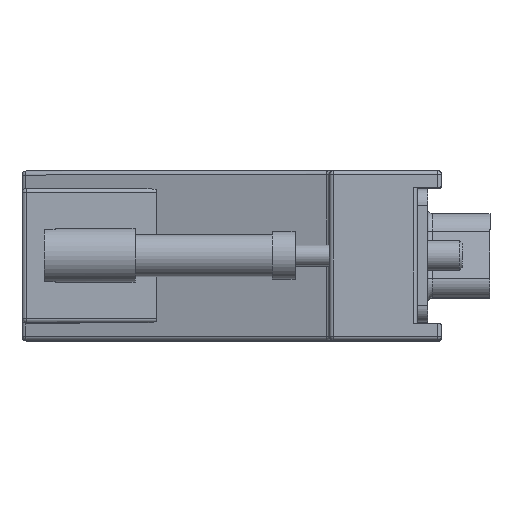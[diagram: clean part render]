
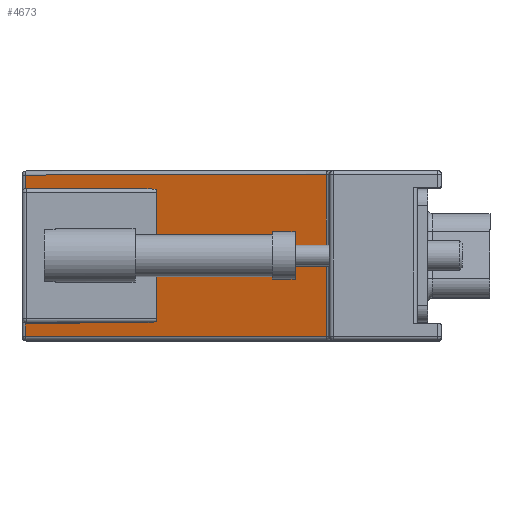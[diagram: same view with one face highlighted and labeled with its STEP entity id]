
A CAD part, top view. The second image highlights one B-rep face of the part: STEP entity #4673.
In plain terms, the highlighted planar face has unit normal (-0.255, 0, 0.967).
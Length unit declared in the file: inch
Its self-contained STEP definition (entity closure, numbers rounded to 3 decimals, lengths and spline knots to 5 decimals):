
#4654 = VERTEX_POINT ( 'NONE', #17921 ) ;
#4655 = ORIENTED_EDGE ( 'NONE', *, *, #4656, .T. ) ;
#4656 = EDGE_CURVE ( 'NONE', #4654, #4657, #17916, .T. ) ;
#4657 = VERTEX_POINT ( 'NONE', #17910 ) ;
#4658 = ORIENTED_EDGE ( 'NONE', *, *, #4659, .T. ) ;
#4659 = EDGE_CURVE ( 'NONE', #4657, #4660, #17905, .T. ) ;
#4660 = VERTEX_POINT ( 'NONE', #17900 ) ;
#4661 = ORIENTED_EDGE ( 'NONE', *, *, #4662, .T. ) ;
#4662 = EDGE_CURVE ( 'NONE', #4660, #4663, #17895, .T. ) ;
#4663 = VERTEX_POINT ( 'NONE', #18007 ) ;
#4664 = ORIENTED_EDGE ( 'NONE', *, *, #4665, .T. ) ;
#4665 = EDGE_CURVE ( 'NONE', #4663, #4666, #18002, .T. ) ;
#4666 = VERTEX_POINT ( 'NONE', #17997 ) ;
#4667 = ORIENTED_EDGE ( 'NONE', *, *, #4668, .T. ) ;
#4668 = EDGE_CURVE ( 'NONE', #4666, #4728, #17989, .T. ) ;
#4673 = ADVANCED_FACE ( 'NONE', ( #17957 ), #17953, .F. ) ;
#4674 = EDGE_LOOP ( 'NONE', ( #4675, #4679, #4682, #4655, #4658, #4661, #4664, #4667, #4729, #4732, #4735, #4738 ) ) ;
#4675 = ORIENTED_EDGE ( 'NONE', *, *, #4676, .T. ) ;
#4676 = EDGE_CURVE ( 'NONE', #4677, #4678, #18056, .T. ) ;
#4677 = VERTEX_POINT ( 'NONE', #18049 ) ;
#4678 = VERTEX_POINT ( 'NONE', #18047 ) ;
#4679 = ORIENTED_EDGE ( 'NONE', *, *, #4680, .T. ) ;
#4680 = EDGE_CURVE ( 'NONE', #4678, #4681, #18038, .T. ) ;
#4681 = VERTEX_POINT ( 'NONE', #18045 ) ;
#4682 = ORIENTED_EDGE ( 'NONE', *, *, #4683, .T. ) ;
#4683 = EDGE_CURVE ( 'NONE', #4681, #4654, #18044, .T. ) ;
#4728 = VERTEX_POINT ( 'NONE', #18243 ) ;
#4729 = ORIENTED_EDGE ( 'NONE', *, *, #4730, .T. ) ;
#4730 = EDGE_CURVE ( 'NONE', #4728, #4731, #18240, .T. ) ;
#4731 = VERTEX_POINT ( 'NONE', #18233 ) ;
#4732 = ORIENTED_EDGE ( 'NONE', *, *, #4733, .T. ) ;
#4733 = EDGE_CURVE ( 'NONE', #4731, #4734, #18223, .T. ) ;
#4734 = VERTEX_POINT ( 'NONE', #18231 ) ;
#4735 = ORIENTED_EDGE ( 'NONE', *, *, #4736, .F. ) ;
#4736 = EDGE_CURVE ( 'NONE', #4737, #4734, #18229, .T. ) ;
#4737 = VERTEX_POINT ( 'NONE', #18201 ) ;
#4738 = ORIENTED_EDGE ( 'NONE', *, *, #4739, .T. ) ;
#4739 = EDGE_CURVE ( 'NONE', #4737, #4677, #18199, .T. ) ;
#17891 = DIRECTION ( 'NONE',  ( -0.967, 0., -0.255 ) ) ;
#17892 = VECTOR ( 'NONE', #17891, 39.37008 ) ;
#17893 = CARTESIAN_POINT ( 'NONE',  ( -1.351, 0.3, 0.539 ) ) ;
#17895 = LINE ( 'NONE', #17893, #17892 ) ;
#17900 = CARTESIAN_POINT ( 'NONE',  ( -0.22018, 0.3, 0.83705 ) ) ;
#17901 = DIRECTION ( 'NONE',  ( 0., 1., 0. ) ) ;
#17902 = VECTOR ( 'NONE', #17901, 39.37008 ) ;
#17904 = CARTESIAN_POINT ( 'NONE',  ( -0.22018, 0.315, 0.83705 ) ) ;
#17905 = LINE ( 'NONE', #17904, #17902 ) ;
#17910 = CARTESIAN_POINT ( 'NONE',  ( -0.22018, -0.3, 0.83705 ) ) ;
#17911 = DIRECTION ( 'NONE',  ( 0.967, 0., 0.255 ) ) ;
#17912 = VECTOR ( 'NONE', #17911, 39.37008 ) ;
#17914 = CARTESIAN_POINT ( 'NONE',  ( -1.351, -0.3, 0.539 ) ) ;
#17916 = LINE ( 'NONE', #17914, #17912 ) ;
#17921 = CARTESIAN_POINT ( 'NONE',  ( -1.33982, -0.3, 0.54195 ) ) ;
#17953 = PLANE ( 'NONE',  #18065 ) ;
#17957 = FACE_OUTER_BOUND ( 'NONE', #4674, .T. ) ;
#17980 = CARTESIAN_POINT ( 'NONE',  ( -1.336, 0.25, 0.54295 ) ) ;
#17982 = CARTESIAN_POINT ( 'NONE',  ( -1.33729, 0.25, 0.54261 ) ) ;
#17983 = CARTESIAN_POINT ( 'NONE',  ( -1.33857, 0.24983, 0.54228 ) ) ;
#17984 = CARTESIAN_POINT ( 'NONE',  ( -1.33982, 0.2495, 0.54195 ) ) ;
#17989 =( BOUNDED_CURVE ( )  B_SPLINE_CURVE ( 3, ( #17984, #17983, #17982, #17980 ),
 .UNSPECIFIED., .F., .T. ) 
 B_SPLINE_CURVE_WITH_KNOTS ( ( 4, 4 ),
 ( 4.45468, 4.71239 ),
 .UNSPECIFIED. ) 
 CURVE ( )  GEOMETRIC_REPRESENTATION_ITEM ( )  RATIONAL_B_SPLINE_CURVE ( ( 1., 0.994, 0.994, 1. ) ) 
 REPRESENTATION_ITEM ( '' )  );
#17997 = CARTESIAN_POINT ( 'NONE',  ( -1.33982, 0.2495, 0.54195 ) ) ;
#17998 = DIRECTION ( 'NONE',  ( 0., -1., 0. ) ) ;
#17999 = VECTOR ( 'NONE', #17998, 39.37008 ) ;
#18000 = CARTESIAN_POINT ( 'NONE',  ( -1.33982, 0.315, 0.54195 ) ) ;
#18002 = LINE ( 'NONE', #18000, #17999 ) ;
#18007 = CARTESIAN_POINT ( 'NONE',  ( -1.33982, 0.3, 0.54195 ) ) ;
#18018 = DIRECTION ( 'NONE',  ( 0., -1., 0. ) ) ;
#18020 = VECTOR ( 'NONE', #18018, 39.37008 ) ;
#18022 = CARTESIAN_POINT ( 'NONE',  ( -1.33982, 0.315, 0.54195 ) ) ;
#18028 = CARTESIAN_POINT ( 'NONE',  ( -1.33982, -0.2495, 0.54195 ) ) ;
#18030 = CARTESIAN_POINT ( 'NONE',  ( -1.33857, -0.24983, 0.54228 ) ) ;
#18031 = CARTESIAN_POINT ( 'NONE',  ( -1.33729, -0.25, 0.54261 ) ) ;
#18032 = CARTESIAN_POINT ( 'NONE',  ( -1.336, -0.25, 0.54295 ) ) ;
#18038 =( BOUNDED_CURVE ( )  B_SPLINE_CURVE ( 3, ( #18032, #18031, #18030, #18028 ),
 .UNSPECIFIED., .F., .T. ) 
 B_SPLINE_CURVE_WITH_KNOTS ( ( 4, 4 ),
 ( 4.71239, 4.9701 ),
 .UNSPECIFIED. ) 
 CURVE ( )  GEOMETRIC_REPRESENTATION_ITEM ( )  RATIONAL_B_SPLINE_CURVE ( ( 1., 0.994, 0.994, 1. ) ) 
 REPRESENTATION_ITEM ( '' )  );
#18044 = LINE ( 'NONE', #18022, #18020 ) ;
#18045 = CARTESIAN_POINT ( 'NONE',  ( -1.33982, -0.2495, 0.54195 ) ) ;
#18047 = CARTESIAN_POINT ( 'NONE',  ( -1.336, -0.25, 0.54295 ) ) ;
#18049 = CARTESIAN_POINT ( 'NONE',  ( -0.89572, -0.25, 0.659 ) ) ;
#18052 = DIRECTION ( 'NONE',  ( -0.967, 0., -0.255 ) ) ;
#18054 = VECTOR ( 'NONE', #18052, 39.37008 ) ;
#18055 = CARTESIAN_POINT ( 'NONE',  ( -1.351, -0.25, 0.539 ) ) ;
#18056 = LINE ( 'NONE', #18055, #18054 ) ;
#18059 = DIRECTION ( 'NONE',  ( -0.967, 0., -0.255 ) ) ;
#18061 = DIRECTION ( 'NONE',  ( 0.255, 0., -0.967 ) ) ;
#18063 = CARTESIAN_POINT ( 'NONE',  ( -1.351, 0.315, 0.539 ) ) ;
#18065 = AXIS2_PLACEMENT_3D ( 'NONE', #18063, #18061, #18059 ) ;
#18199 =( BOUNDED_CURVE ( )  B_SPLINE_CURVE ( 3, ( #18296, #18294, #18293, #18292 ),
 .UNSPECIFIED., .F., .T. ) 
 B_SPLINE_CURVE_WITH_KNOTS ( ( 4, 4 ),
 ( 3.80847, 4.71239 ),
 .UNSPECIFIED. ) 
 CURVE ( )  GEOMETRIC_REPRESENTATION_ITEM ( )  RATIONAL_B_SPLINE_CURVE ( ( 1., 0.933, 0.933, 1. ) ) 
 REPRESENTATION_ITEM ( '' )  );
#18201 = CARTESIAN_POINT ( 'NONE',  ( -0.851, -0.24428, 0.67079 ) ) ;
#18204 = DIRECTION ( 'NONE',  ( 0., 1., 0. ) ) ;
#18206 = VECTOR ( 'NONE', #18204, 39.37008 ) ;
#18208 = CARTESIAN_POINT ( 'NONE',  ( -0.851, 0.315, 0.67079 ) ) ;
#18214 = CARTESIAN_POINT ( 'NONE',  ( -0.851, 0.24428, 0.67079 ) ) ;
#18215 = CARTESIAN_POINT ( 'NONE',  ( -0.86198, 0.24796, 0.66789 ) ) ;
#18216 = CARTESIAN_POINT ( 'NONE',  ( -0.87796, 0.25, 0.66368 ) ) ;
#18217 = CARTESIAN_POINT ( 'NONE',  ( -0.89572, 0.25, 0.659 ) ) ;
#18223 =( BOUNDED_CURVE ( )  B_SPLINE_CURVE ( 3, ( #18217, #18216, #18215, #18214 ),
 .UNSPECIFIED., .F., .T. ) 
 B_SPLINE_CURVE_WITH_KNOTS ( ( 4, 4 ),
 ( 1.5708, 2.47471 ),
 .UNSPECIFIED. ) 
 CURVE ( )  GEOMETRIC_REPRESENTATION_ITEM ( )  RATIONAL_B_SPLINE_CURVE ( ( 1., 0.933, 0.933, 1. ) ) 
 REPRESENTATION_ITEM ( '' )  );
#18229 = LINE ( 'NONE', #18208, #18206 ) ;
#18231 = CARTESIAN_POINT ( 'NONE',  ( -0.851, 0.24428, 0.67079 ) ) ;
#18233 = CARTESIAN_POINT ( 'NONE',  ( -0.89572, 0.25, 0.659 ) ) ;
#18235 = DIRECTION ( 'NONE',  ( 0.967, 0., 0.255 ) ) ;
#18236 = VECTOR ( 'NONE', #18235, 39.37008 ) ;
#18239 = CARTESIAN_POINT ( 'NONE',  ( -1.351, 0.25, 0.539 ) ) ;
#18240 = LINE ( 'NONE', #18239, #18236 ) ;
#18243 = CARTESIAN_POINT ( 'NONE',  ( -1.336, 0.25, 0.54295 ) ) ;
#18292 = CARTESIAN_POINT ( 'NONE',  ( -0.89572, -0.25, 0.659 ) ) ;
#18293 = CARTESIAN_POINT ( 'NONE',  ( -0.87796, -0.25, 0.66368 ) ) ;
#18294 = CARTESIAN_POINT ( 'NONE',  ( -0.86198, -0.24796, 0.66789 ) ) ;
#18296 = CARTESIAN_POINT ( 'NONE',  ( -0.851, -0.24428, 0.67079 ) ) ;
